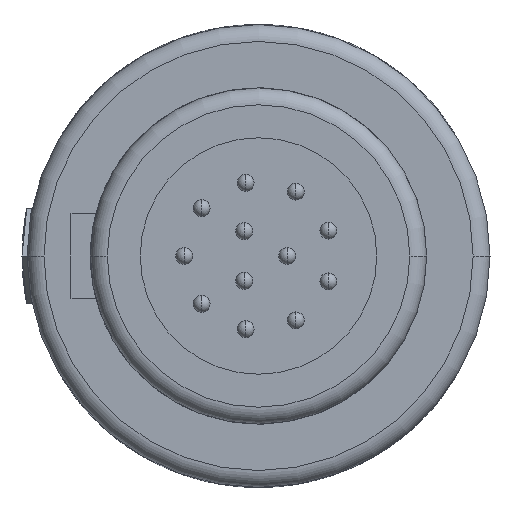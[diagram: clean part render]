
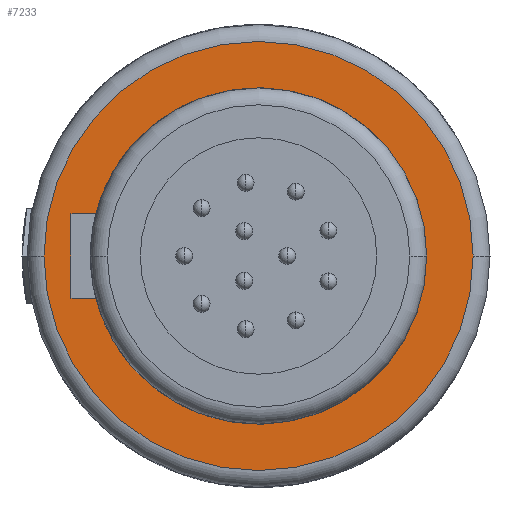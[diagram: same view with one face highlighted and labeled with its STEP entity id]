
A CAD part, left-side view. The second image highlights one B-rep face of the part: STEP entity #7233.
In plain terms, the highlighted planar face has unit normal (-1, 0, 0).
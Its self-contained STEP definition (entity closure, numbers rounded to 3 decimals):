
#1909=CARTESIAN_POINT('',(-6.7,0.,0.));
#1910=DIRECTION('',(-1.,0.,0.));
#1911=DIRECTION('',(0.,-1.,0.));
#1912=AXIS2_PLACEMENT_3D('',#1909,#1910,#1911);
#1914=CARTESIAN_POINT('',(-6.7,0.,0.));
#1915=DIRECTION('',(-1.,0.,0.));
#1916=DIRECTION('',(0.,1.,0.));
#1917=AXIS2_PLACEMENT_3D('',#1914,#1915,#1916);
#1919=DIRECTION('',(0.,1.,0.));
#1920=VECTOR('',#1919,0.735);
#1921=CARTESIAN_POINT('',(-6.7,4.815,-1.25));
#1922=LINE('',#1921,#1920);
#1923=DIRECTION('',(0.,1.,0.));
#1924=VECTOR('',#1923,0.735);
#1925=CARTESIAN_POINT('',(-6.7,4.815,1.25));
#1926=LINE('',#1925,#1924);
#1927=DIRECTION('',(0.,0.,1.));
#1928=VECTOR('',#1927,2.5);
#1929=CARTESIAN_POINT('',(-6.7,5.55,-1.25));
#1930=LINE('',#1929,#1928);
#1956=CARTESIAN_POINT('',(-6.7,0.,0.));
#1957=DIRECTION('',(1.,0.,0.));
#1958=DIRECTION('',(0.,0.968,0.251));
#1959=AXIS2_PLACEMENT_3D('',#1956,#1957,#1958);
#1993=CARTESIAN_POINT('',(-6.7,0.,0.));
#1994=DIRECTION('',(-1.,0.,0.));
#1995=DIRECTION('',(0.,0.968,-0.251));
#1996=AXIS2_PLACEMENT_3D('',#1993,#1994,#1995);
#4080=CARTESIAN_POINT('',(-6.7,-6.35,0.));
#4081=CARTESIAN_POINT('',(-6.7,6.35,0.));
#4082=VERTEX_POINT('',#4080);
#4083=VERTEX_POINT('',#4081);
#4096=CARTESIAN_POINT('',(-6.7,-4.975,0.));
#4097=VERTEX_POINT('',#4096);
#4718=CARTESIAN_POINT('',(-6.7,4.815,-1.25));
#4719=CARTESIAN_POINT('',(-6.7,5.55,-1.25));
#4720=VERTEX_POINT('',#4718);
#4721=VERTEX_POINT('',#4719);
#4722=CARTESIAN_POINT('',(-6.7,4.815,1.25));
#4723=CARTESIAN_POINT('',(-6.7,5.55,1.25));
#4724=VERTEX_POINT('',#4722);
#4725=VERTEX_POINT('',#4723);
#7211=CARTESIAN_POINT('',(-6.7,0.,0.));
#7212=DIRECTION('',(1.,0.,0.));
#7213=DIRECTION('',(0.,-1.,0.));
#7214=AXIS2_PLACEMENT_3D('',#7211,#7212,#7213);
#7215=PLANE('',#7214);
#7217=ORIENTED_EDGE('',*,*,#7216,.F.);
#7218=ORIENTED_EDGE('',*,*,#7194,.F.);
#7219=EDGE_LOOP('',(#7217,#7218));
#7220=FACE_OUTER_BOUND('',#7219,.F.);
#7222=ORIENTED_EDGE('',*,*,#7221,.F.);
#7224=ORIENTED_EDGE('',*,*,#7223,.T.);
#7226=ORIENTED_EDGE('',*,*,#7225,.F.);
#7228=ORIENTED_EDGE('',*,*,#7227,.T.);
#7230=ORIENTED_EDGE('',*,*,#7229,.F.);
#7231=EDGE_LOOP('',(#7222,#7224,#7226,#7228,#7230));
#7232=FACE_BOUND('',#7231,.F.);
#1913=CIRCLE('',#1912,6.35);
#1918=CIRCLE('',#1917,6.35);
#1960=CIRCLE('',#1959,4.975);
#1997=CIRCLE('',#1996,4.975);
#7194=EDGE_CURVE('',#4083,#4082,#1918,.T.);
#7216=EDGE_CURVE('',#4082,#4083,#1913,.T.);
#7221=EDGE_CURVE('',#4720,#4721,#1922,.T.);
#7223=EDGE_CURVE('',#4720,#4097,#1997,.T.);
#7225=EDGE_CURVE('',#4724,#4097,#1960,.T.);
#7227=EDGE_CURVE('',#4724,#4725,#1926,.T.);
#7229=EDGE_CURVE('',#4721,#4725,#1930,.T.);
#7233=ADVANCED_FACE('',(#7220,#7232),#7215,.F.);
